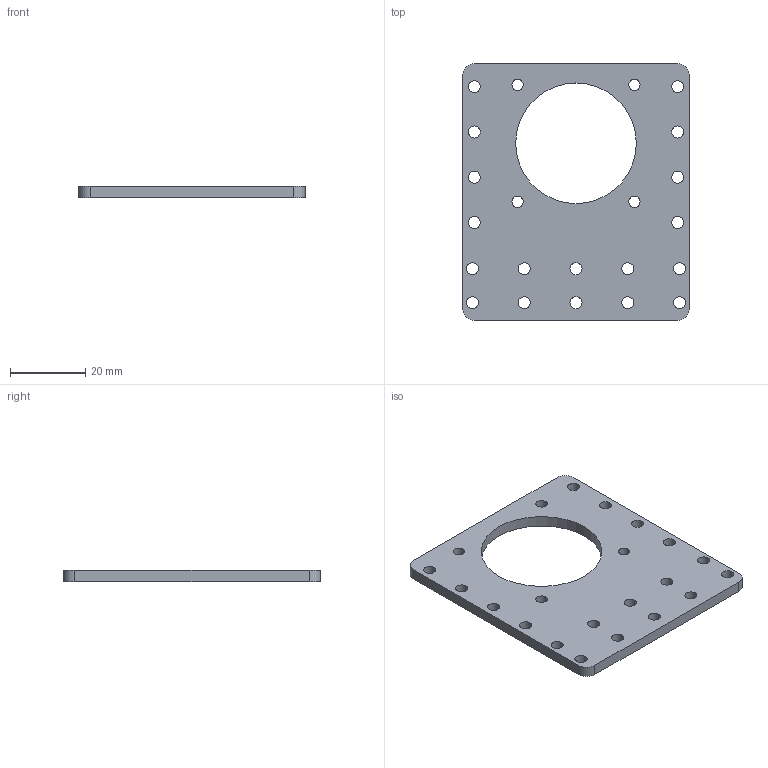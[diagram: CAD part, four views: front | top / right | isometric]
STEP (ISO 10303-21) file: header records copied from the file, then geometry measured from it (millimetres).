
FILE_DESCRIPTION(/* description */ (''),/* implementation_level */ '2;1');
FILE_NAME(/* name */ 'BMG metal mount.step',/* time_stamp */ '2021-03-31T14:46:50+08:00',/* author */ (''),/* organization */ (''),/* preprocessor_version */ 'ST-DEVELOPER v18.1',/* originating_system */ 'Autodesk Translation Framework v9.10.0.1330',/* authorisation */ '');
FILE_SCHEMA (('AUTOMOTIVE_DESIGN { 1 0 10303 214 3 1 1 }'));
Length unit declared in the file: millimetre
Products named in the file (1): BMG metal mount
Bounding box: 60 x 68.15 x 3 mm (x, y, z)
Volume: 9312 mm3; surface area: 7919 mm2
Topology: 1 solids, 1 shells, 33 faces, 93 edges, 62 vertices
Faces by surface type: cylinder 27, plane 6
Full cylindrical faces by diameter (mm): 3 x4, 3.2 x18, 32 x1
Entity records: 1226 total; most frequent: DIRECTION 215, CARTESIAN_POINT 189, ORIENTED_EDGE 186, EDGE_CURVE 93, AXIS2_PLACEMENT_3D 88, EDGE_LOOP 79, VERTEX_POINT 62, CIRCLE 54
